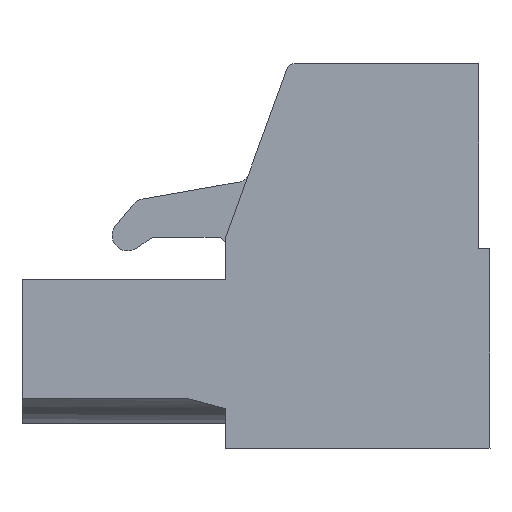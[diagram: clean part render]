
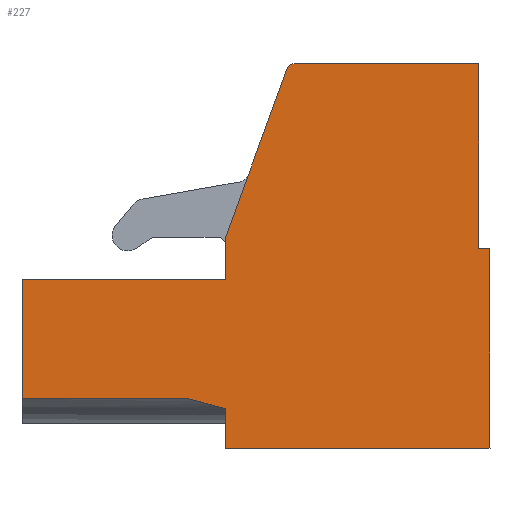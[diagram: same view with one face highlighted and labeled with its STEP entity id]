
A CAD part, front view. The second image highlights one B-rep face of the part: STEP entity #227.
In plain terms, the highlighted planar face has unit normal (0, -1, 0).
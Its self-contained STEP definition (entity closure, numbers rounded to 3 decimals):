
#227 = ADVANCED_FACE( '', ( #606 ), #607, .F. );
#606 = FACE_OUTER_BOUND( '', #1175, .T. );
#607 = PLANE( '', #1176 );
#1175 = EDGE_LOOP( '', ( #1800, #1801, #1802, #1803, #1804, #1805, #1806, #1807, #1808, #1809, #1810, #1811, #1812 ) );
#1176 = AXIS2_PLACEMENT_3D( '', #1813, #1814, #1815 );
#1800 = ORIENTED_EDGE( '', *, *, #3212, .F. );
#1801 = ORIENTED_EDGE( '', *, *, #3213, .F. );
#1802 = ORIENTED_EDGE( '', *, *, #3214, .T. );
#1803 = ORIENTED_EDGE( '', *, *, #3215, .F. );
#1804 = ORIENTED_EDGE( '', *, *, #3216, .F. );
#1805 = ORIENTED_EDGE( '', *, *, #3217, .T. );
#1806 = ORIENTED_EDGE( '', *, *, #3218, .F. );
#1807 = ORIENTED_EDGE( '', *, *, #3219, .F. );
#1808 = ORIENTED_EDGE( '', *, *, #3220, .T. );
#1809 = ORIENTED_EDGE( '', *, *, #3221, .T. );
#1810 = ORIENTED_EDGE( '', *, *, #3222, .T. );
#1811 = ORIENTED_EDGE( '', *, *, #3223, .T. );
#1812 = ORIENTED_EDGE( '', *, *, #3224, .F. );
#1813 = CARTESIAN_POINT( '', ( 89.25, -55.92, -1.8 ) );
#1814 = DIRECTION( '', ( 0., 1., 0. ) );
#1815 = DIRECTION( '', ( -1., 0., 0. ) );
#3212 = EDGE_CURVE( '', #3819, #3820, #3821, .T. );
#3213 = EDGE_CURVE( '', #3822, #3819, #3823, .T. );
#3214 = EDGE_CURVE( '', #3822, #3824, #3825, .T. );
#3215 = EDGE_CURVE( '', #3826, #3824, #3827, .T. );
#3216 = EDGE_CURVE( '', #3828, #3826, #3829, .T. );
#3217 = EDGE_CURVE( '', #3828, #3830, #3831, .T. );
#3218 = EDGE_CURVE( '', #3832, #3830, #3833, .T. );
#3219 = EDGE_CURVE( '', #3834, #3832, #3835, .T. );
#3220 = EDGE_CURVE( '', #3834, #3836, #3837, .T. );
#3221 = EDGE_CURVE( '', #3836, #3838, #3839, .T. );
#3222 = EDGE_CURVE( '', #3838, #3840, #3841, .T. );
#3223 = EDGE_CURVE( '', #3840, #3842, #3843, .T. );
#3224 = EDGE_CURVE( '', #3820, #3842, #3844, .T. );
#3819 = VERTEX_POINT( '', #4684 );
#3820 = VERTEX_POINT( '', #4685 );
#3821 = LINE( '', #4686, #4687 );
#3822 = VERTEX_POINT( '', #4688 );
#3823 = LINE( '', #4689, #4690 );
#3824 = VERTEX_POINT( '', #4691 );
#3825 = LINE( '', #4692, #4693 );
#3826 = VERTEX_POINT( '', #4694 );
#3827 = LINE( '', #4695, #4696 );
#3828 = VERTEX_POINT( '', #4697 );
#3829 = LINE( '', #4698, #4699 );
#3830 = VERTEX_POINT( '', #4700 );
#3831 = CIRCLE( '', #4701, 0.3 );
#3832 = VERTEX_POINT( '', #4702 );
#3833 = LINE( '', #4703, #4704 );
#3834 = VERTEX_POINT( '', #4705 );
#3835 = LINE( '', #4706, #4707 );
#3836 = VERTEX_POINT( '', #4708 );
#3837 = LINE( '', #4709, #4710 );
#3838 = VERTEX_POINT( '', #4711 );
#3839 = LINE( '', #4712, #4713 );
#3840 = VERTEX_POINT( '', #4714 );
#3841 = LINE( '', #4715, #4716 );
#3842 = VERTEX_POINT( '', #4717 );
#3843 = LINE( '', #4718, #4719 );
#3844 = LINE( '', #4720, #4721 );
#4684 = CARTESIAN_POINT( '', ( 90.45, -55.92, -15.5 ) );
#4685 = CARTESIAN_POINT( '', ( 79.8, -55.92, -15.5 ) );
#4686 = CARTESIAN_POINT( '', ( 79.8, -55.92, -15.5 ) );
#4687 = VECTOR( '', #5731, 1000. );
#4688 = CARTESIAN_POINT( '', ( 90.45, -55.92, -7.45 ) );
#4689 = CARTESIAN_POINT( '', ( 90.45, -55.92, -14.8 ) );
#4690 = VECTOR( '', #5732, 1000. );
#4691 = CARTESIAN_POINT( '', ( 90., -55.92, -7.45 ) );
#4692 = CARTESIAN_POINT( '', ( 90.45, -55.92, -7.45 ) );
#4693 = VECTOR( '', #5733, 1000. );
#4694 = CARTESIAN_POINT( '', ( 90., -55.92, 0. ) );
#4695 = CARTESIAN_POINT( '', ( 90., -55.92, -8. ) );
#4696 = VECTOR( '', #5734, 1000. );
#4697 = CARTESIAN_POINT( '', ( 82.558, -55.92, 0. ) );
#4698 = CARTESIAN_POINT( '', ( 90.15, -55.92, 0. ) );
#4699 = VECTOR( '', #5735, 1000. );
#4700 = CARTESIAN_POINT( '', ( 82.276, -55.92, -0.197 ) );
#4701 = AXIS2_PLACEMENT_3D( '', #5736, #5737, #5738 );
#4702 = CARTESIAN_POINT( '', ( 79.8, -55.92, -7. ) );
#4703 = CARTESIAN_POINT( '', ( 79.668, -55.92, -7.361 ) );
#4704 = VECTOR( '', #5739, 1000. );
#4705 = CARTESIAN_POINT( '', ( 79.8, -55.92, -8.7 ) );
#4706 = CARTESIAN_POINT( '', ( 79.8, -55.92, -13.9 ) );
#4707 = VECTOR( '', #5740, 1000. );
#4708 = CARTESIAN_POINT( '', ( 71.6, -55.92, -8.7 ) );
#4709 = CARTESIAN_POINT( '', ( 71.5, -55.92, -8.7 ) );
#4710 = VECTOR( '', #5741, 1000. );
#4711 = CARTESIAN_POINT( '', ( 71.6, -55.92, -13.5 ) );
#4712 = CARTESIAN_POINT( '', ( 71.6, -55.92, -13.5 ) );
#4713 = VECTOR( '', #5742, 1000. );
#4714 = CARTESIAN_POINT( '', ( 78.307, -55.92, -13.5 ) );
#4715 = CARTESIAN_POINT( '', ( 78.307, -55.92, -13.5 ) );
#4716 = VECTOR( '', #5743, 1000. );
#4717 = CARTESIAN_POINT( '', ( 79.8, -55.92, -13.9 ) );
#4718 = CARTESIAN_POINT( '', ( 79.8, -55.92, -13.9 ) );
#4719 = VECTOR( '', #5744, 1000. );
#4720 = CARTESIAN_POINT( '', ( 79.8, -55.92, -13.9 ) );
#4721 = VECTOR( '', #5745, 1000. );
#5731 = DIRECTION( '', ( -1., 0., 0. ) );
#5732 = DIRECTION( '', ( 0., 0., -1. ) );
#5733 = DIRECTION( '', ( -1., 0., 0. ) );
#5734 = DIRECTION( '', ( 0., 0., -1. ) );
#5735 = DIRECTION( '', ( 1., 0., 0. ) );
#5736 = CARTESIAN_POINT( '', ( 82.558, -55.92, -0.3 ) );
#5737 = DIRECTION( '', ( 0., -1., 0. ) );
#5738 = DIRECTION( '', ( 1., 0., 0. ) );
#5739 = DIRECTION( '', ( 0.342, 0., 0.94 ) );
#5740 = DIRECTION( '', ( 0., 0., 1. ) );
#5741 = DIRECTION( '', ( -1., 0., 0. ) );
#5742 = DIRECTION( '', ( 0., 0., -1. ) );
#5743 = DIRECTION( '', ( 1., 0., 0. ) );
#5744 = DIRECTION( '', ( 0.966, 0., -0.259 ) );
#5745 = DIRECTION( '', ( 0., 0., 1. ) );
